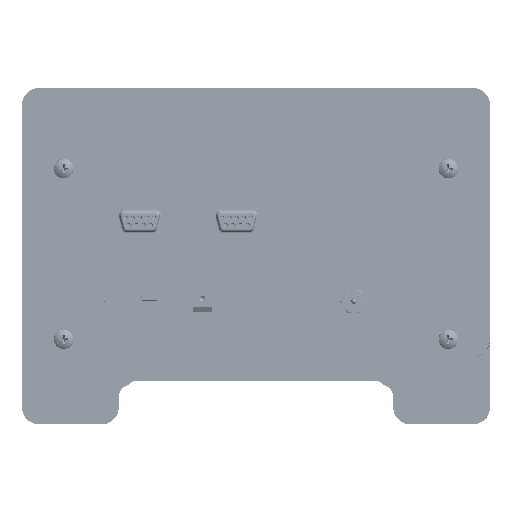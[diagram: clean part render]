
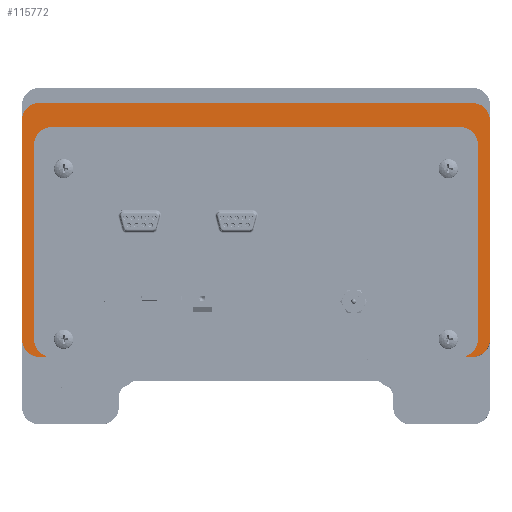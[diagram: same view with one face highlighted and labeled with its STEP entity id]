
A CAD part, top view. The second image highlights one B-rep face of the part: STEP entity #115772.
In plain terms, the highlighted planar face has unit normal (0, 0, 1).
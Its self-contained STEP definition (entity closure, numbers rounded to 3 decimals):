
#1899=FACE_BOUND('',#18842,.T.);
#4621=CIRCLE('',#124757,0.723);
#4623=CIRCLE('',#124761,0.723);
#4625=CIRCLE('',#124767,0.723);
#4627=CIRCLE('',#124771,0.723);
#12228=FACE_OUTER_BOUND('',#18841,.T.);
#18841=EDGE_LOOP('',(#104363,#104364,#104365,#104366,#104367,#104368,#104369,
#104370,#104371,#104372));
#18842=EDGE_LOOP('',(#104373,#104374,#104375,#104376));
#31817=LINE('',#196947,#44993);
#31820=LINE('',#196953,#44996);
#31823=LINE('',#196959,#44999);
#31826=LINE('',#196963,#45002);
#31829=LINE('',#196971,#45005);
#31833=LINE('',#196983,#45009);
#31837=LINE('',#196995,#45013);
#31840=LINE('',#197001,#45016);
#31843=LINE('',#197007,#45019);
#31847=LINE('',#197019,#45023);
#44993=VECTOR('',#155213,1.);
#44996=VECTOR('',#155218,1.);
#44999=VECTOR('',#155223,1.);
#45002=VECTOR('',#155228,1.);
#45005=VECTOR('',#155233,1.);
#45009=VECTOR('',#155245,1.);
#45013=VECTOR('',#155257,1.);
#45016=VECTOR('',#155262,1.);
#45019=VECTOR('',#155267,1.);
#45023=VECTOR('',#155279,1.);
#55761=VERTEX_POINT('',#196944);
#55762=VERTEX_POINT('',#196946);
#55764=VERTEX_POINT('',#196952);
#55766=VERTEX_POINT('',#196958);
#55769=VERTEX_POINT('',#196968);
#55770=VERTEX_POINT('',#196970);
#55772=VERTEX_POINT('',#196976);
#55774=VERTEX_POINT('',#196982);
#55776=VERTEX_POINT('',#196988);
#55778=VERTEX_POINT('',#196994);
#55780=VERTEX_POINT('',#197000);
#55782=VERTEX_POINT('',#197006);
#55784=VERTEX_POINT('',#197012);
#55786=VERTEX_POINT('',#197018);
#72171=EDGE_CURVE('',#55762,#55761,#31817,.T.);
#72174=EDGE_CURVE('',#55764,#55762,#31820,.T.);
#72177=EDGE_CURVE('',#55766,#55764,#31823,.T.);
#72180=EDGE_CURVE('',#55761,#55766,#31826,.T.);
#72183=EDGE_CURVE('',#55770,#55769,#31829,.T.);
#72186=EDGE_CURVE('',#55772,#55770,#4621,.T.);
#72189=EDGE_CURVE('',#55774,#55772,#31833,.T.);
#72192=EDGE_CURVE('',#55776,#55774,#4623,.T.);
#72195=EDGE_CURVE('',#55778,#55776,#31837,.T.);
#72198=EDGE_CURVE('',#55780,#55778,#31840,.T.);
#72201=EDGE_CURVE('',#55782,#55780,#31843,.T.);
#72204=EDGE_CURVE('',#55784,#55782,#4625,.T.);
#72207=EDGE_CURVE('',#55786,#55784,#31847,.T.);
#72210=EDGE_CURVE('',#55769,#55786,#4627,.T.);
#104363=ORIENTED_EDGE('',*,*,#72210,.T.);
#104364=ORIENTED_EDGE('',*,*,#72207,.T.);
#104365=ORIENTED_EDGE('',*,*,#72204,.T.);
#104366=ORIENTED_EDGE('',*,*,#72201,.T.);
#104367=ORIENTED_EDGE('',*,*,#72198,.T.);
#104368=ORIENTED_EDGE('',*,*,#72195,.T.);
#104369=ORIENTED_EDGE('',*,*,#72192,.T.);
#104370=ORIENTED_EDGE('',*,*,#72189,.T.);
#104371=ORIENTED_EDGE('',*,*,#72186,.T.);
#104372=ORIENTED_EDGE('',*,*,#72183,.T.);
#104373=ORIENTED_EDGE('',*,*,#72180,.T.);
#104374=ORIENTED_EDGE('',*,*,#72177,.T.);
#104375=ORIENTED_EDGE('',*,*,#72174,.T.);
#104376=ORIENTED_EDGE('',*,*,#72171,.T.);
#109667=PLANE('',#124772);
#115772=ADVANCED_FACE('',(#12228,#1899),#109667,.T.);
#124757=AXIS2_PLACEMENT_3D('',#196977,#155239,#155240);
#124761=AXIS2_PLACEMENT_3D('',#196989,#155251,#155252);
#124767=AXIS2_PLACEMENT_3D('',#197013,#155273,#155274);
#124771=AXIS2_PLACEMENT_3D('',#197023,#155285,#155286);
#124772=AXIS2_PLACEMENT_3D('',#197024,#155287,#155288);
#155213=DIRECTION('',(0.,1.,0.));
#155218=DIRECTION('',(-1.,0.,0.));
#155223=DIRECTION('',(0.,-1.,0.));
#155228=DIRECTION('',(1.,0.,0.));
#155233=DIRECTION('',(-1.,0.,0.));
#155239=DIRECTION('center_axis',(0.,0.,1.));
#155240=DIRECTION('ref_axis',(1.,0.,0.));
#155245=DIRECTION('',(0.,1.,0.));
#155251=DIRECTION('center_axis',(0.,0.,1.));
#155252=DIRECTION('ref_axis',(-0.001,-1.,0.));
#155257=DIRECTION('',(1.,-0.001,0.));
#155262=DIRECTION('',(1.,0.,0.));
#155267=DIRECTION('',(1.,0.,0.));
#155273=DIRECTION('center_axis',(0.,0.,1.));
#155274=DIRECTION('ref_axis',(-1.,0.,0.));
#155279=DIRECTION('',(0.,-1.,0.));
#155285=DIRECTION('center_axis',(0.,0.,1.));
#155286=DIRECTION('ref_axis',(0.001,1.,0.));
#155287=DIRECTION('center_axis',(0.,0.,1.));
#155288=DIRECTION('ref_axis',(1.,0.,0.));
#196944=CARTESIAN_POINT('',(-4.698,14.843,19.649));
#196946=CARTESIAN_POINT('',(-4.698,6.843,19.649));
#196947=CARTESIAN_POINT('',(-4.698,14.843,19.649));
#196952=CARTESIAN_POINT('',(11.802,6.843,19.649));
#196953=CARTESIAN_POINT('',(11.802,6.843,19.649));
#196958=CARTESIAN_POINT('',(11.802,14.843,19.649));
#196959=CARTESIAN_POINT('',(11.802,14.843,19.649));
#196963=CARTESIAN_POINT('',(-4.698,14.843,19.649));
#196968=CARTESIAN_POINT('',(-5.42,16.279,19.649));
#196970=CARTESIAN_POINT('',(12.48,16.276,19.649));
#196971=CARTESIAN_POINT('',(-5.42,16.279,19.649));
#196976=CARTESIAN_POINT('',(13.203,15.553,19.649));
#196977=CARTESIAN_POINT('Origin',(12.48,15.553,19.649));
#196982=CARTESIAN_POINT('',(13.203,6.499,19.649));
#196983=CARTESIAN_POINT('',(13.203,15.553,19.649));
#196988=CARTESIAN_POINT('',(12.479,5.776,19.649));
#196989=CARTESIAN_POINT('Origin',(12.48,6.499,19.649));
#196994=CARTESIAN_POINT('',(8.503,5.78,19.649));
#196995=CARTESIAN_POINT('',(8.503,5.78,19.649));
#197000=CARTESIAN_POINT('',(-1.443,5.78,19.649));
#197001=CARTESIAN_POINT('',(-1.443,5.78,19.649));
#197006=CARTESIAN_POINT('',(-5.42,5.779,19.649));
#197007=CARTESIAN_POINT('',(-1.443,5.78,19.649));
#197012=CARTESIAN_POINT('',(-6.143,6.502,19.649));
#197013=CARTESIAN_POINT('Origin',(-5.42,6.502,19.649));
#197018=CARTESIAN_POINT('',(-6.143,15.556,19.649));
#197019=CARTESIAN_POINT('',(-6.143,15.556,19.649));
#197023=CARTESIAN_POINT('Origin',(-5.42,15.556,19.649));
#197024=CARTESIAN_POINT('Origin',(3.53,11.028,19.649));
